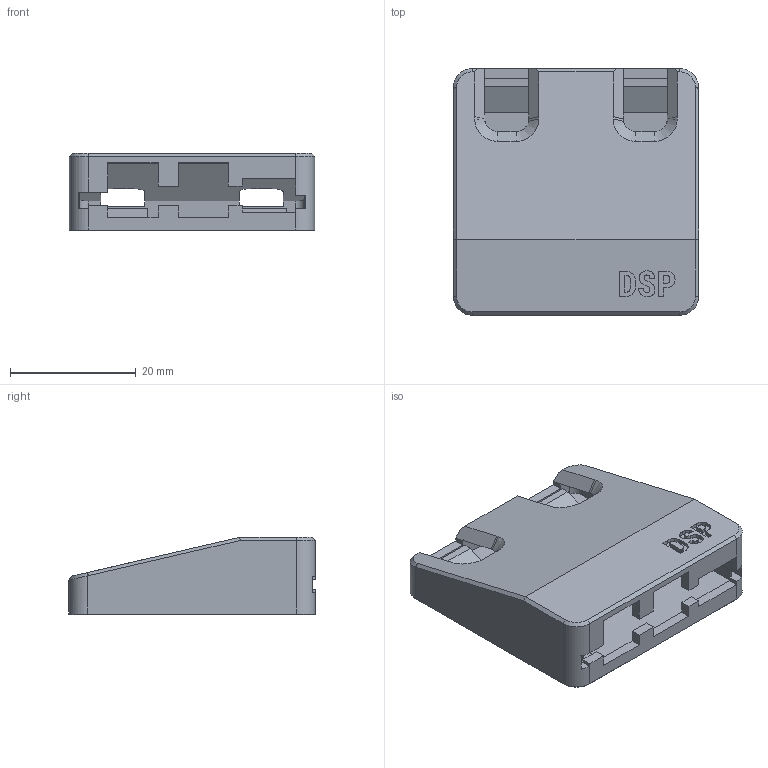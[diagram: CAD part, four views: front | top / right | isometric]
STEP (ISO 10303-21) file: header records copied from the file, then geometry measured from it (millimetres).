
FILE_DESCRIPTION(/* description */ (''),/* implementation_level */ '2;1');
FILE_NAME(/* name */ 'Prettygood DSP.step',/* time_stamp */ '2022-04-18T14:02:54-07:00',/* author */ (''),/* organization */ (''),/* preprocessor_version */ 'ST-DEVELOPER v18.1',/* originating_system */ 'Autodesk Translation Framework v10.13.0.1454',/* authorisation */ '');
FILE_SCHEMA (('AUTOMOTIVE_DESIGN { 1 0 10303 214 3 1 1 }'));
Length unit declared in the file: millimetre
Products named in the file (1): DSP Case (Prod)
Bounding box: 39 x 39.2 x 12.3 mm (x, y, z)
Volume: 5841.3 mm3; surface area: 7816.8 mm2
Topology: 1 solids, 1 shells, 533 faces, 1469 edges, 966 vertices
Faces by surface type: plane 275, bspline 236, cylinder 15, cone 7
Full cylindrical faces by diameter (mm): 1.2 x2, 2.5 x1
Entity records: 17269 total; most frequent: CARTESIAN_POINT 5272, ORIENTED_EDGE 2936, DIRECTION 1626, EDGE_CURVE 1468, VERTEX_POINT 966, LINE 962, VECTOR 962, EDGE_LOOP 568
